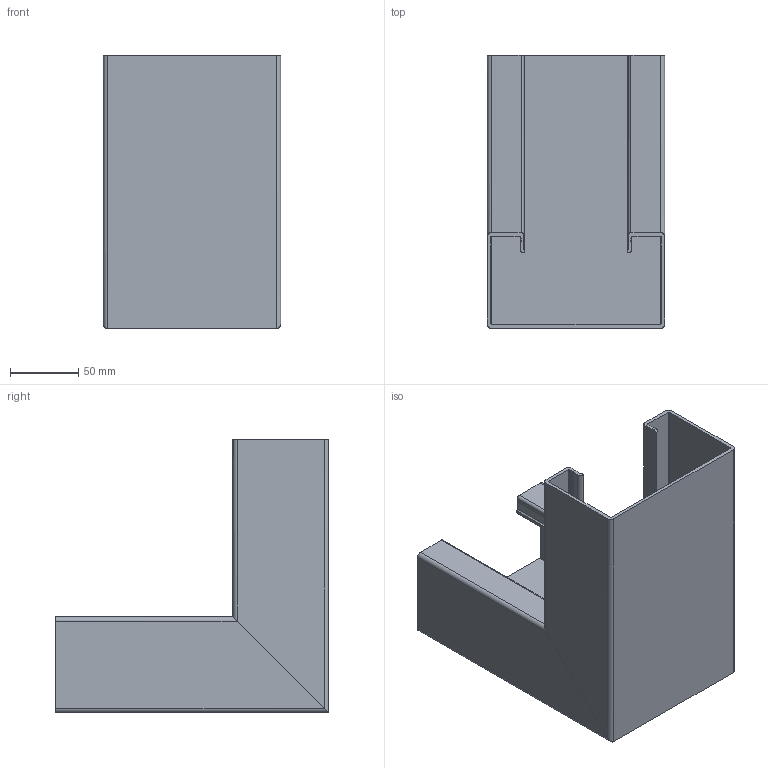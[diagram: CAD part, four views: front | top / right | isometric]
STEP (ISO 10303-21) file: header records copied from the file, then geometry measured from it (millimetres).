
FILE_DESCRIPTION (( 'STEP AP214' ), '1' );
FILE_NAME ('6114260.stp', '2016-05-11T06:42:50', ( '' ), ( '' ), 'SwSTEP 2.0', 'SolidWorks 2014', '' );
FILE_SCHEMA (( 'AUTOMOTIVE_DESIGN' ));
Length unit declared in the file: millimetre
Products named in the file (2): 6114260; 014500T1_GK-I70130
Assembly tree (2 placements, depth 2):
  6114260
    014500T1_GK-I70130  x2
Bounding box: 130 x 200 x 200 mm (x, y, z)
Volume: 304038 mm3; surface area: 233517.8 mm2
Topology: 2 solids, 2 shells, 104 faces, 300 edges, 200 vertices
Faces by surface type: plane 56, cylinder 48
Entity records: 1772 total; most frequent: CARTESIAN_POINT 379, ORIENTED_EDGE 300, DIRECTION 264, EDGE_CURVE 150, VECTOR 102, LINE 102, VERTEX_POINT 100, AXIS2_PLACEMENT_3D 81
